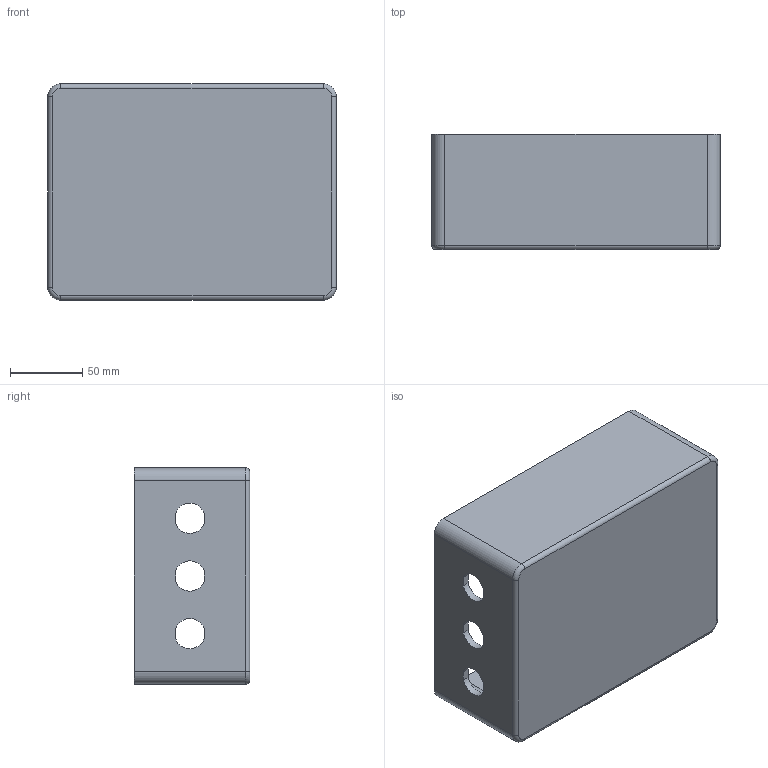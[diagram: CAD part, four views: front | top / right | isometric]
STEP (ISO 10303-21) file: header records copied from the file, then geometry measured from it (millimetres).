
FILE_DESCRIPTION (( 'STEP AP203' ), '1' );
FILE_NAME ('Waterproof_box01.STEP', '2024-10-11T10:08:37', ( '' ), ( '' ), 'SwSTEP 2.0', 'SolidWorks 2024', '' );
FILE_SCHEMA (( 'CONFIG_CONTROL_DESIGN' ));
Length unit declared in the file: millimetre
Products named in the file (1): Waterproof_box01
Bounding box: 200 x 80 x 150 mm (x, y, z)
Volume: 418039.8 mm3; surface area: 170191.9 mm2
Topology: 1 solids, 1 shells, 203 faces, 480 edges, 312 vertices
Faces by surface type: cylinder 108, plane 87, torus 8
Entity records: 5991 total; most frequent: DIRECTION 1088, CARTESIAN_POINT 1020, ORIENTED_EDGE 960, EDGE_CURVE 480, AXIS2_PLACEMENT_3D 412, VERTEX_POINT 312, VECTOR 264, LINE 264
